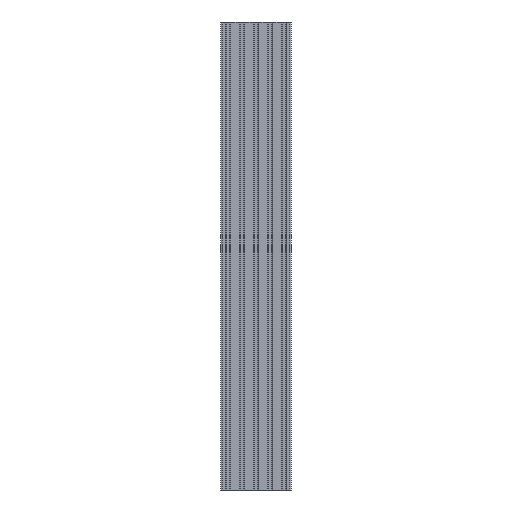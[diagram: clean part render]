
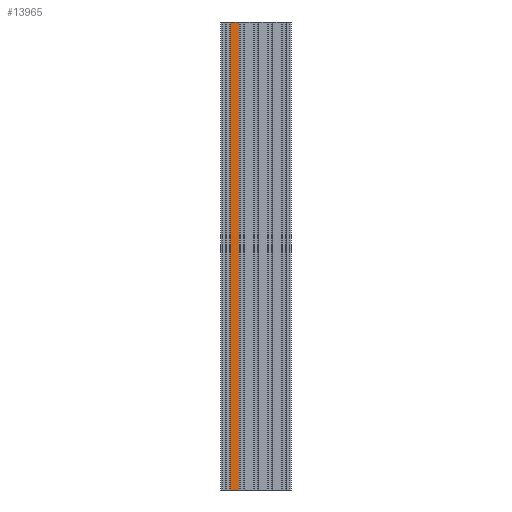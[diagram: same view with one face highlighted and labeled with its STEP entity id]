
A CAD part, left-side view. The second image highlights one B-rep face of the part: STEP entity #13965.
In plain terms, the highlighted planar face has unit normal (-1, 0, 0).
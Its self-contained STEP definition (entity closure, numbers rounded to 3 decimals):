
#1059 = CARTESIAN_POINT ( 'NONE',  ( -15., 0., 0. ) ) ;
#1345 = FACE_OUTER_BOUND ( 'NONE', #3161, .T. ) ;
#1969 = VECTOR ( 'NONE', #12492, 1000. ) ;
#2474 = DIRECTION ( 'NONE',  ( 0., 0., -1. ) ) ;
#2608 = ORIENTED_EDGE ( 'NONE', *, *, #10180, .T. ) ;
#2688 = VERTEX_POINT ( 'NONE', #6629 ) ;
#3161 = EDGE_LOOP ( 'NONE', ( #4220, #11022, #14330, #2608 ) ) ;
#3586 = DIRECTION ( 'NONE',  ( -1., 0., 0. ) ) ;
#4220 = ORIENTED_EDGE ( 'NONE', *, *, #7095, .F. ) ;
#4599 = VECTOR ( 'NONE', #7639, 1000. ) ;
#5056 = LINE ( 'NONE', #10512, #14431 ) ;
#5336 = EDGE_CURVE ( 'NONE', #10428, #8584, #5056, .T. ) ;
#5668 = EDGE_CURVE ( 'NONE', #10428, #11234, #14617, .T. ) ;
#5923 = VECTOR ( 'NONE', #13365, 1000. ) ;
#6075 = CARTESIAN_POINT ( 'NONE',  ( -15., 0., 1000. ) ) ;
#6629 = CARTESIAN_POINT ( 'NONE',  ( -15., -5.5, 0. ) ) ;
#7095 = EDGE_CURVE ( 'NONE', #8584, #2688, #11345, .T. ) ;
#7398 = AXIS2_PLACEMENT_3D ( 'NONE', #6075, #3586, #9452 ) ;
#7565 = CARTESIAN_POINT ( 'NONE',  ( -15., 0., 1000. ) ) ;
#7639 = DIRECTION ( 'NONE',  ( 0., 1., 0. ) ) ;
#7912 = CARTESIAN_POINT ( 'NONE',  ( -15., -5.5, 1000. ) ) ;
#8584 = VERTEX_POINT ( 'NONE', #10543 ) ;
#9423 = LINE ( 'NONE', #7912, #1969 ) ;
#9452 = DIRECTION ( 'NONE',  ( 0., -1., 0. ) ) ;
#10180 = EDGE_CURVE ( 'NONE', #11234, #2688, #9423, .T. ) ;
#10428 = VERTEX_POINT ( 'NONE', #13579 ) ;
#10512 = CARTESIAN_POINT ( 'NONE',  ( -15., -24.5, 1000. ) ) ;
#10543 = CARTESIAN_POINT ( 'NONE',  ( -15., -24.5, 0. ) ) ;
#11022 = ORIENTED_EDGE ( 'NONE', *, *, #5336, .F. ) ;
#11234 = VERTEX_POINT ( 'NONE', #14684 ) ;
#11345 = LINE ( 'NONE', #1059, #5923 ) ;
#12492 = DIRECTION ( 'NONE',  ( 0., 0., -1. ) ) ;
#12670 = PLANE ( 'NONE',  #7398 ) ;
#13365 = DIRECTION ( 'NONE',  ( 0., 1., 0. ) ) ;
#13579 = CARTESIAN_POINT ( 'NONE',  ( -15., -24.5, 1000. ) ) ;
#13965 = ADVANCED_FACE ( 'NONE', ( #1345 ), #12670, .T. ) ;
#14330 = ORIENTED_EDGE ( 'NONE', *, *, #5668, .T. ) ;
#14431 = VECTOR ( 'NONE', #2474, 1000. ) ;
#14617 = LINE ( 'NONE', #7565, #4599 ) ;
#14684 = CARTESIAN_POINT ( 'NONE',  ( -15., -5.5, 1000. ) ) ;
